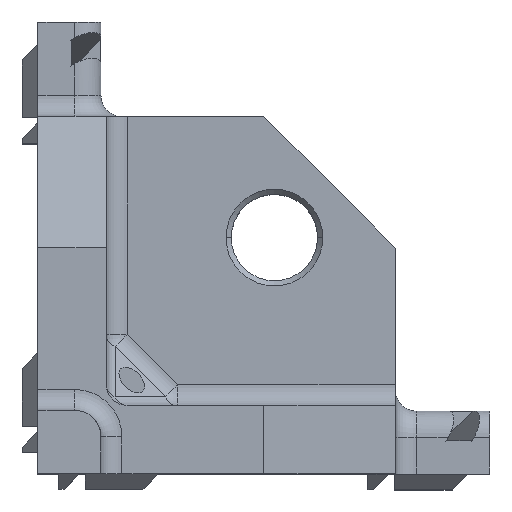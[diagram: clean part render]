
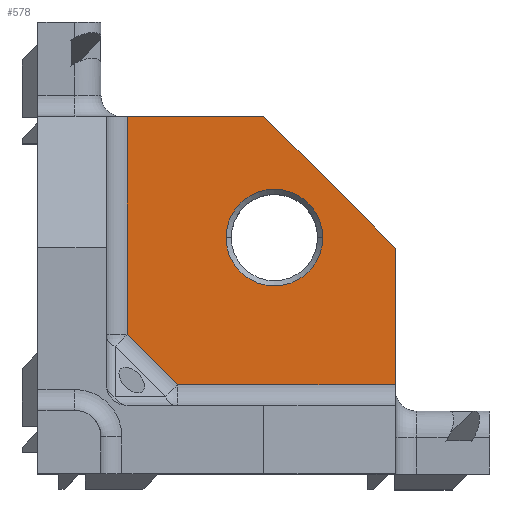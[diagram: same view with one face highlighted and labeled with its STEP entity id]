
A CAD part, top view. The second image highlights one B-rep face of the part: STEP entity #578.
In plain terms, the highlighted planar face has unit normal (0, 0, 1).
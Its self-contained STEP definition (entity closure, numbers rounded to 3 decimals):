
#507 = ORIENTED_EDGE ( 'NONE', *, *, #1843, .T. ) ;
#571 = ORIENTED_EDGE ( 'NONE', *, *, #575, .F. ) ;
#573 = EDGE_LOOP ( 'NONE', ( #571, #608 ) ) ;
#575 = EDGE_CURVE ( 'NONE', #1571, #1570, #2309, .T. ) ;
#577 = EDGE_LOOP ( 'NONE', ( #609, #507, #611, #579, #1443, #1868 ) ) ;
#578 = ADVANCED_FACE ( 'NONE', ( #2314, #2318 ), #2306, .T. ) ;
#579 = ORIENTED_EDGE ( 'NONE', *, *, #1836, .F. ) ;
#608 = ORIENTED_EDGE ( 'NONE', *, *, #1536, .F. ) ;
#609 = ORIENTED_EDGE ( 'NONE', *, *, #2106, .F. ) ;
#610 = EDGE_CURVE ( 'NONE', #1865, #1676, #2372, .T. ) ;
#611 = ORIENTED_EDGE ( 'NONE', *, *, #610, .T. ) ;
#1443 = ORIENTED_EDGE ( 'NONE', *, *, #1826, .F. ) ;
#1536 = EDGE_CURVE ( 'NONE', #1570, #1571, #3908, .T. ) ;
#1570 = VERTEX_POINT ( 'NONE', #3861 ) ;
#1571 = VERTEX_POINT ( 'NONE', #3856 ) ;
#1676 = VERTEX_POINT ( 'NONE', #2943 ) ;
#1689 = VERTEX_POINT ( 'NONE', #2999 ) ;
#1820 = VERTEX_POINT ( 'NONE', #3112 ) ;
#1826 = EDGE_CURVE ( 'NONE', #1820, #1689, #3115, .T. ) ;
#1829 = VERTEX_POINT ( 'NONE', #3182 ) ;
#1836 = EDGE_CURVE ( 'NONE', #1689, #1676, #3169, .T. ) ;
#1843 = EDGE_CURVE ( 'NONE', #1829, #1865, #3146, .T. ) ;
#1865 = VERTEX_POINT ( 'NONE', #3069 ) ;
#1868 = ORIENTED_EDGE ( 'NONE', *, *, #2146, .F. ) ;
#2106 = EDGE_CURVE ( 'NONE', #1829, #2148, #3627, .T. ) ;
#2146 = EDGE_CURVE ( 'NONE', #2148, #1820, #3797, .T. ) ;
#2148 = VERTEX_POINT ( 'NONE', #3793 ) ;
#2261 = AXIS2_PLACEMENT_3D ( 'NONE', #2304, #2280, #2293 ) ;
#2267 = AXIS2_PLACEMENT_3D ( 'NONE', #2291, #2299, #2298 ) ;
#2280 = DIRECTION ( 'NONE',  ( 0., 0., 1. ) ) ;
#2291 = CARTESIAN_POINT ( 'NONE',  ( -28.637, -9.494, 6.5 ) ) ;
#2293 = DIRECTION ( 'NONE',  ( 1., 0., 0. ) ) ;
#2298 = DIRECTION ( 'NONE',  ( 1., 0., 0. ) ) ;
#2299 = DIRECTION ( 'NONE',  ( 0., 0., 1. ) ) ;
#2304 = CARTESIAN_POINT ( 'NONE',  ( -13.993, 5.15, 6.5 ) ) ;
#2306 = PLANE ( 'NONE',  #2267 ) ;
#2309 = CIRCLE ( 'NONE', #2261, 4.6 ) ;
#2314 = FACE_BOUND ( 'NONE', #573, .T. ) ;
#2318 = FACE_OUTER_BOUND ( 'NONE', #577, .T. ) ;
#2352 = VECTOR ( 'NONE', #2366, 1000. ) ;
#2353 = CARTESIAN_POINT ( 'NONE',  ( -27.993, -4.075, 6.5 ) ) ;
#2366 = DIRECTION ( 'NONE',  ( 0.707, -0.707, 0. ) ) ;
#2372 = LINE ( 'NONE', #2353, #2352 ) ;
#2943 = CARTESIAN_POINT ( 'NONE',  ( -23.218, -8.85, 6.5 ) ) ;
#2999 = CARTESIAN_POINT ( 'NONE',  ( -2.493, -8.85, 6.5 ) ) ;
#3069 = CARTESIAN_POINT ( 'NONE',  ( -27.993, -4.075, 6.5 ) ) ;
#3112 = CARTESIAN_POINT ( 'NONE',  ( -2.493, 4.15, 6.5 ) ) ;
#3114 = CARTESIAN_POINT ( 'NONE',  ( -2.493, -6.6, 6.5 ) ) ;
#3115 = LINE ( 'NONE', #3114, #3176 ) ;
#3138 = DIRECTION ( 'NONE',  ( 0., -1., 0. ) ) ;
#3139 = VECTOR ( 'NONE', #3138, 1000. ) ;
#3140 = CARTESIAN_POINT ( 'NONE',  ( -27.993, 3.9, 6.5 ) ) ;
#3146 = LINE ( 'NONE', #3140, #3139 ) ;
#3156 = DIRECTION ( 'NONE',  ( -1., 0., 0. ) ) ;
#3160 = VECTOR ( 'NONE', #3156, 1000. ) ;
#3161 = CARTESIAN_POINT ( 'NONE',  ( -12.855, -8.85, 6.5 ) ) ;
#3169 = LINE ( 'NONE', #3161, #3160 ) ;
#3175 = DIRECTION ( 'NONE',  ( 0., -1., 0. ) ) ;
#3176 = VECTOR ( 'NONE', #3175, 1000. ) ;
#3182 = CARTESIAN_POINT ( 'NONE',  ( -27.993, 16.65, 6.5 ) ) ;
#3625 = DIRECTION ( 'NONE',  ( 1., 0., 0. ) ) ;
#3626 = VECTOR ( 'NONE', #3625, 1000. ) ;
#3627 = LINE ( 'NONE', #3632, #3626 ) ;
#3632 = CARTESIAN_POINT ( 'NONE',  ( -25.743, 16.65, 6.5 ) ) ;
#3793 = CARTESIAN_POINT ( 'NONE',  ( -14.993, 16.65, 6.5 ) ) ;
#3794 = DIRECTION ( 'NONE',  ( 0.707, -0.707, 0. ) ) ;
#3795 = VECTOR ( 'NONE', #3794, 1000. ) ;
#3796 = CARTESIAN_POINT ( 'NONE',  ( -8.743, 10.4, 6.5 ) ) ;
#3797 = LINE ( 'NONE', #3796, #3795 ) ;
#3856 = CARTESIAN_POINT ( 'NONE',  ( -9.393, 5.15, 6.5 ) ) ;
#3861 = CARTESIAN_POINT ( 'NONE',  ( -18.593, 5.15, 6.5 ) ) ;
#3906 = DIRECTION ( 'NONE',  ( 1., 0., 0. ) ) ;
#3907 = CARTESIAN_POINT ( 'NONE',  ( -13.993, 5.15, 6.5 ) ) ;
#3908 = CIRCLE ( 'NONE', #3954, 4.6 ) ;
#3954 = AXIS2_PLACEMENT_3D ( 'NONE', #3907, #3965, #3906 ) ;
#3965 = DIRECTION ( 'NONE',  ( 0., 0., 1. ) ) ;
